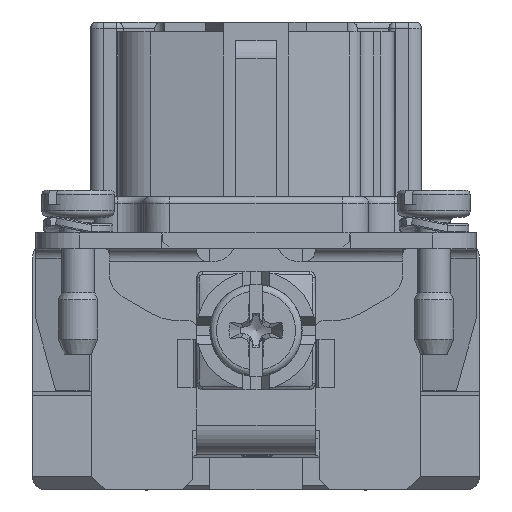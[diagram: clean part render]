
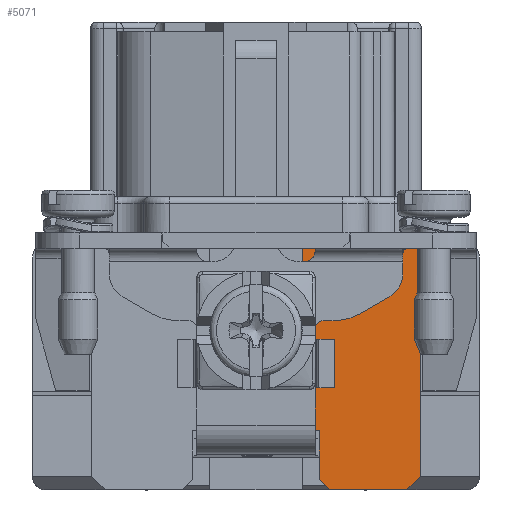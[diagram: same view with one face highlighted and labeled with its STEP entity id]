
A CAD part, left-side view. The second image highlights one B-rep face of the part: STEP entity #5071.
In plain terms, the highlighted planar face has unit normal (-1, 0, 0).
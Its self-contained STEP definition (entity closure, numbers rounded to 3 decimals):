
#5071=ADVANCED_FACE('',(#7587),#6635,.T.);
#6635=PLANE('',#36358);
#7587=FACE_OUTER_BOUND('',#9254,.T.);
#9254=EDGE_LOOP('',(#14048,#14049,#14050,#14051,#14052,#14053,#14054,#14055,
#14056,#14057));
#14048=ORIENTED_EDGE('',*,*,#24202,.F.);
#14049=ORIENTED_EDGE('',*,*,#23609,.T.);
#14050=ORIENTED_EDGE('',*,*,#23590,.F.);
#14051=ORIENTED_EDGE('',*,*,#25162,.F.);
#14052=ORIENTED_EDGE('',*,*,#25163,.F.);
#14053=ORIENTED_EDGE('',*,*,#25164,.F.);
#14054=ORIENTED_EDGE('',*,*,#24712,.F.);
#14055=ORIENTED_EDGE('',*,*,#25165,.T.);
#14056=ORIENTED_EDGE('',*,*,#25166,.T.);
#14057=ORIENTED_EDGE('',*,*,#24054,.F.);
#20633=VERTEX_POINT('',#53875);
#20634=VERTEX_POINT('',#53877);
#20649=VERTEX_POINT('',#53913);
#21052=VERTEX_POINT('',#54817);
#21053=VERTEX_POINT('',#54819);
#21652=VERTEX_POINT('',#56553);
#21653=VERTEX_POINT('',#56555);
#21954=VERTEX_POINT('',#57472);
#21955=VERTEX_POINT('',#57474);
#21956=VERTEX_POINT('',#57477);
#23590=EDGE_CURVE('',#20633,#20634,#29348,.T.);
#23609=EDGE_CURVE('',#20649,#20634,#29367,.T.);
#24054=EDGE_CURVE('',#21052,#21053,#29755,.T.);
#24202=EDGE_CURVE('',#20649,#21052,#29804,.T.);
#24712=EDGE_CURVE('',#21652,#21653,#30142,.T.);
#25162=EDGE_CURVE('',#21954,#20633,#30532,.T.);
#25163=EDGE_CURVE('',#21955,#21954,#30533,.T.);
#25164=EDGE_CURVE('',#21653,#21955,#30534,.T.);
#25165=EDGE_CURVE('',#21652,#21956,#30535,.T.);
#25166=EDGE_CURVE('',#21956,#21053,#30536,.T.);
#29348=LINE('',#53876,#32014);
#29367=LINE('',#53912,#32033);
#29755=LINE('',#54818,#32421);
#29804=LINE('',#55535,#32470);
#30142=LINE('',#56554,#32808);
#30532=LINE('',#57471,#33198);
#30533=LINE('',#57473,#33199);
#30534=LINE('',#57475,#33200);
#30535=LINE('',#57476,#33201);
#30536=LINE('',#57478,#33202);
#32014=VECTOR('',#38448,1.);
#32033=VECTOR('',#38471,1.);
#32421=VECTOR('',#39087,1.);
#32470=VECTOR('',#39220,1.);
#32808=VECTOR('',#40010,1.);
#33198=VECTOR('',#40852,1.);
#33199=VECTOR('',#40853,1.);
#33200=VECTOR('',#40854,1.);
#33201=VECTOR('',#40855,1.);
#33202=VECTOR('',#40856,1.);
#36358=AXIS2_PLACEMENT_3D('',#57479,#40857,#40858);
#38448=DIRECTION('',(0.,0.,1.));
#38471=DIRECTION('',(0.,1.,0.));
#39087=DIRECTION('',(0.,-1.,0.));
#39220=DIRECTION('',(0.,0.,1.));
#40010=DIRECTION('',(0.,1.,0.));
#40852=DIRECTION('',(0.,1.,0.));
#40853=DIRECTION('',(0.,0.,1.));
#40854=DIRECTION('',(0.,0.707,0.707));
#40855=DIRECTION('',(0.,-0.707,0.707));
#40856=DIRECTION('',(0.,0.,1.));
#40857=DIRECTION('',(-1.,0.,0.));
#40858=DIRECTION('',(0.,0.,1.));
#53875=CARTESIAN_POINT('',(-44.875,-3.525,-13.8));
#53876=CARTESIAN_POINT('',(-44.875,-3.525,-18.4));
#53877=CARTESIAN_POINT('',(-44.875,-3.525,0.05));
#53912=CARTESIAN_POINT('',(-44.875,-4.275,0.05));
#53913=CARTESIAN_POINT('',(-44.875,-4.275,0.05));
#54817=CARTESIAN_POINT('',(-44.875,-4.275,1.2));
#54818=CARTESIAN_POINT('',(-44.875,-4.275,1.2));
#54819=CARTESIAN_POINT('',(-44.875,-12.45,1.2));
#55535=CARTESIAN_POINT('',(-44.875,-4.275,0.05));
#56553=CARTESIAN_POINT('',(-44.875,-11.45,-18.3));
#56554=CARTESIAN_POINT('',(-44.875,16.3,-18.3));
#56555=CARTESIAN_POINT('',(-44.875,-5.6,-18.3));
#57471=CARTESIAN_POINT('',(-44.875,-4.275,-13.8));
#57472=CARTESIAN_POINT('',(-44.875,-4.8,-13.8));
#57473=CARTESIAN_POINT('',(-44.875,-4.8,0.05));
#57474=CARTESIAN_POINT('',(-44.875,-4.8,-17.5));
#57475=CARTESIAN_POINT('',(-44.875,-4.8,-17.5));
#57476=CARTESIAN_POINT('',(-44.875,-17.038,-12.712));
#57477=CARTESIAN_POINT('',(-44.875,-12.45,-17.3));
#57478=CARTESIAN_POINT('',(-44.875,-12.45,-18.05));
#57479=CARTESIAN_POINT('',(-44.875,-4.275,0.05));
